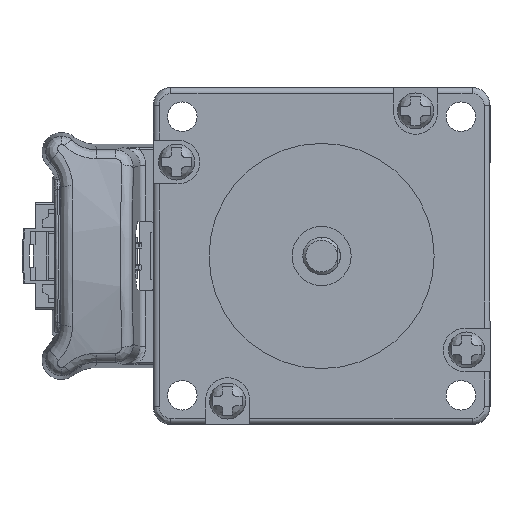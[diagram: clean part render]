
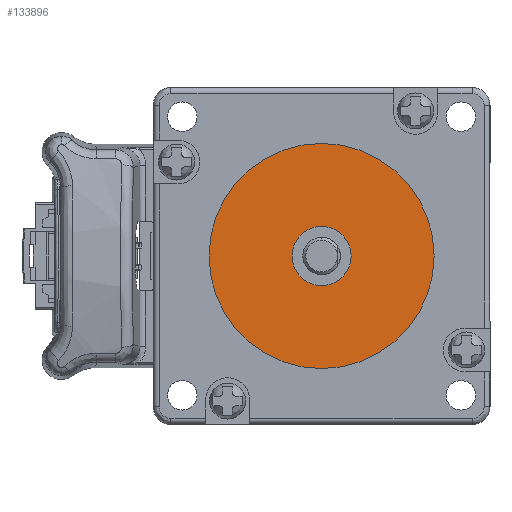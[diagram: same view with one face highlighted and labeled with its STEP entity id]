
A CAD part, left-side view. The second image highlights one B-rep face of the part: STEP entity #133896.
In plain terms, the highlighted face is planar.
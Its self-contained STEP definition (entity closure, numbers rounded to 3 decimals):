
#11129 = AXIS2_PLACEMENT_3D ( 'NONE', #61970, #135635, #72584 ) ;
#24472 = DIRECTION ( 'NONE',  ( 0., 0., -1. ) ) ;
#25200 = ORIENTED_EDGE ( 'NONE', *, *, #109223, .F. ) ;
#26306 = AXIS2_PLACEMENT_3D ( 'NONE', #114847, #51869, #125462 ) ;
#31789 = EDGE_CURVE ( 'NONE', #127636, #35812, #81728, .T. ) ;
#32875 = CIRCLE ( 'NONE', #11129, 5. ) ;
#35812 = VERTEX_POINT ( 'NONE', #47235 ) ;
#36946 = VERTEX_POINT ( 'NONE', #62079 ) ;
#41415 = VERTEX_POINT ( 'NONE', #106973 ) ;
#42781 = CARTESIAN_POINT ( 'NONE',  ( 92.211, -49.743, 56.6 ) ) ;
#43691 = EDGE_LOOP ( 'NONE', ( #25200, #136018 ) ) ;
#47235 = CARTESIAN_POINT ( 'NONE',  ( 111.261, -49.743, 56.6 ) ) ;
#49357 = EDGE_CURVE ( 'NONE', #36946, #41415, #100010, .T. ) ;
#49944 = PLANE ( 'NONE',  #64740 ) ;
#51869 = DIRECTION ( 'NONE',  ( 0., 0., -1. ) ) ;
#53309 = DIRECTION ( 'NONE',  ( 1., 0., 0. ) ) ;
#60480 = DIRECTION ( 'NONE',  ( 1., 0., 0. ) ) ;
#61970 = CARTESIAN_POINT ( 'NONE',  ( 92.211, -49.743, 56.6 ) ) ;
#62079 = CARTESIAN_POINT ( 'NONE',  ( 97.211, -49.743, 56.6 ) ) ;
#64740 = AXIS2_PLACEMENT_3D ( 'NONE', #70613, #123494, #60480 ) ;
#67831 = ORIENTED_EDGE ( 'NONE', *, *, #49357, .T. ) ;
#69089 = CARTESIAN_POINT ( 'NONE',  ( 73.161, -49.743, 56.6 ) ) ;
#70613 = CARTESIAN_POINT ( 'NONE',  ( 71.256, -70.483, 56.6 ) ) ;
#70928 = FACE_OUTER_BOUND ( 'NONE', #43691, .T. ) ;
#72584 = DIRECTION ( 'NONE',  ( -1., 0., 0. ) ) ;
#78848 = EDGE_CURVE ( 'NONE', #41415, #36946, #32875, .T. ) ;
#78932 = CIRCLE ( 'NONE', #26306, 19.05 ) ;
#81728 = CIRCLE ( 'NONE', #124106, 19.05 ) ;
#87466 = CARTESIAN_POINT ( 'NONE',  ( 92.211, -49.743, 56.6 ) ) ;
#98019 = DIRECTION ( 'NONE',  ( -1., 0., 0. ) ) ;
#100010 = CIRCLE ( 'NONE', #115876, 5. ) ;
#106973 = CARTESIAN_POINT ( 'NONE',  ( 87.211, -49.743, 56.6 ) ) ;
#107503 = ORIENTED_EDGE ( 'NONE', *, *, #78848, .T. ) ;
#108117 = EDGE_LOOP ( 'NONE', ( #107503, #67831 ) ) ;
#109223 = EDGE_CURVE ( 'NONE', #35812, #127636, #78932, .T. ) ;
#114847 = CARTESIAN_POINT ( 'NONE',  ( 92.211, -49.743, 56.6 ) ) ;
#115876 = AXIS2_PLACEMENT_3D ( 'NONE', #87466, #24472, #98019 ) ;
#116281 = DIRECTION ( 'NONE',  ( 0., 0., -1. ) ) ;
#123494 = DIRECTION ( 'NONE',  ( 0., 0., 1. ) ) ;
#123573 = FACE_BOUND ( 'NONE', #108117, .T. ) ;
#124106 = AXIS2_PLACEMENT_3D ( 'NONE', #42781, #116281, #53309 ) ;
#125462 = DIRECTION ( 'NONE',  ( 1., 0., 0. ) ) ;
#127636 = VERTEX_POINT ( 'NONE', #69089 ) ;
#133896 = ADVANCED_FACE ( 'NONE', ( #70928, #123573 ), #49944, .T. ) ;
#135635 = DIRECTION ( 'NONE',  ( 0., 0., -1. ) ) ;
#136018 = ORIENTED_EDGE ( 'NONE', *, *, #31789, .F. ) ;
